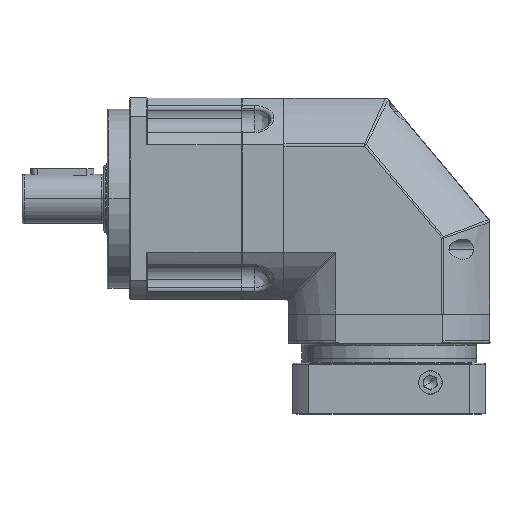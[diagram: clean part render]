
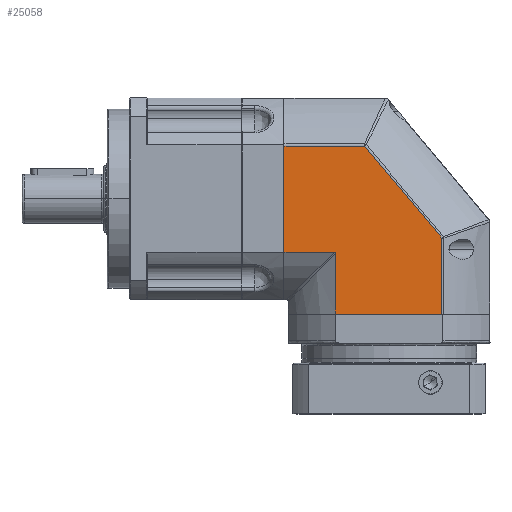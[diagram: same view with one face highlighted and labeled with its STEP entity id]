
A CAD part, top view. The second image highlights one B-rep face of the part: STEP entity #25058.
In plain terms, the highlighted planar face has unit normal (0, 0, 1).
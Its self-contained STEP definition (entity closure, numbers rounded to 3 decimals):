
#906 = B_SPLINE_CURVE_WITH_KNOTS ( 'NONE', 3,
 ( #5763, #29104, #29222, #11630 ),
 .UNSPECIFIED., .F., .F.,
 ( 4, 4 ),
 ( 0., 1. ),
 .UNSPECIFIED. ) ;
#962 = CARTESIAN_POINT ( 'NONE',  ( 21.396, -17.193, 135. ) ) ;
#1302 = EDGE_CURVE ( 'NONE', #28291, #7275, #28802, .T. ) ;
#1483 = B_SPLINE_CURVE_WITH_KNOTS ( 'NONE', 3,
 ( #13396, #4587, #7501, #33911 ),
 .UNSPECIFIED., .F., .F.,
 ( 4, 4 ),
 ( 0., 1. ),
 .UNSPECIFIED. ) ;
#2005 = ORIENTED_EDGE ( 'NONE', *, *, #34688, .F. ) ;
#2120 = VERTEX_POINT ( 'NONE', #21469 ) ;
#2248 = CARTESIAN_POINT ( 'NONE',  ( 21.548, -17.193, 135. ) ) ;
#2966 = FACE_OUTER_BOUND ( 'NONE', #33195, .T. ) ;
#3483 = ORIENTED_EDGE ( 'NONE', *, *, #25550, .T. ) ;
#3609 = CARTESIAN_POINT ( 'NONE',  ( -1.133, -1.361, 135. ) ) ;
#4176 = CARTESIAN_POINT ( 'NONE',  ( 21.867, -44.693, 135. ) ) ;
#4587 = CARTESIAN_POINT ( 'NONE',  ( 6.377, -17.193, 135. ) ) ;
#4967 = VERTEX_POINT ( 'NONE', #22676 ) ;
#5278 = EDGE_CURVE ( 'NONE', #7275, #29214, #36297, .T. ) ;
#5763 = CARTESIAN_POINT ( 'NONE',  ( 21.867, -17.663, 135. ) ) ;
#5824 = EDGE_CURVE ( 'NONE', #17402, #14173, #1483, .T. ) ;
#7275 = VERTEX_POINT ( 'NONE', #25428 ) ;
#7501 = CARTESIAN_POINT ( 'NONE',  ( 13.887, -17.193, 135. ) ) ;
#7650 = PLANE ( 'NONE',  #31009 ) ;
#10319 = CARTESIAN_POINT ( 'NONE',  ( -1.133, -38.193, 135. ) ) ;
#10571 = DIRECTION ( 'NONE',  ( 0., 0., 1. ) ) ;
#10638 = EDGE_CURVE ( 'NONE', #4967, #2120, #24145, .T. ) ;
#10695 = EDGE_CURVE ( 'NONE', #29214, #4967, #29997, .T. ) ;
#11040 = CARTESIAN_POINT ( 'NONE',  ( 21.827, -17.393, 135. ) ) ;
#11233 = CARTESIAN_POINT ( 'NONE',  ( 69.362, -10.747, 135. ) ) ;
#11516 = CARTESIAN_POINT ( 'NONE',  ( 69.362, -10.747, 135. ) ) ;
#11630 = CARTESIAN_POINT ( 'NONE',  ( 21.867, -44.693, 135. ) ) ;
#12539 = CARTESIAN_POINT ( 'NONE',  ( 69.362, -22.062, 135. ) ) ;
#13396 = CARTESIAN_POINT ( 'NONE',  ( -1.133, -17.193, 135. ) ) ;
#14002 = CARTESIAN_POINT ( 'NONE',  ( 21.867, -17.663, 135. ) ) ;
#14173 = VERTEX_POINT ( 'NONE', #962 ) ;
#14211 = CARTESIAN_POINT ( 'NONE',  ( 53.53, -44.693, 135. ) ) ;
#15376 = CARTESIAN_POINT ( 'NONE',  ( -1.133, 14.47, 135. ) ) ;
#16447 = ORIENTED_EDGE ( 'NONE', *, *, #17025, .T. ) ;
#16963 = CARTESIAN_POINT ( 'NONE',  ( 34.917, 30.302, 135. ) ) ;
#17025 = EDGE_CURVE ( 'NONE', #19560, #28291, #906, .T. ) ;
#17088 = CARTESIAN_POINT ( 'NONE',  ( 10.884, 30.302, 135. ) ) ;
#17402 = VERTEX_POINT ( 'NONE', #18033 ) ;
#17456 = CARTESIAN_POINT ( 'NONE',  ( 34.917, 30.302, 135. ) ) ;
#18033 = CARTESIAN_POINT ( 'NONE',  ( -1.133, -17.193, 135. ) ) ;
#18617 = ORIENTED_EDGE ( 'NONE', *, *, #5278, .T. ) ;
#18760 = CARTESIAN_POINT ( 'NONE',  ( 37.699, -44.693, 135. ) ) ;
#19213 = ORIENTED_EDGE ( 'NONE', *, *, #1302, .T. ) ;
#19560 = VERTEX_POINT ( 'NONE', #28187 ) ;
#19677 = ORIENTED_EDGE ( 'NONE', *, *, #5824, .T. ) ;
#20661 = ORIENTED_EDGE ( 'NONE', *, *, #10695, .T. ) ;
#21192 = CARTESIAN_POINT ( 'NONE',  ( -1.133, -17.193, 135. ) ) ;
#21469 = CARTESIAN_POINT ( 'NONE',  ( -1.133, 30.302, 135. ) ) ;
#22676 = CARTESIAN_POINT ( 'NONE',  ( 34.917, 30.302, 135. ) ) ;
#22798 = CARTESIAN_POINT ( 'NONE',  ( 21.396, -17.193, 135. ) ) ;
#23144 = B_SPLINE_CURVE_WITH_KNOTS ( 'NONE', 3,
 ( #22798, #2248, #28641, #11040, #31579, #14002 ),
 .UNSPECIFIED., .F., .F.,
 ( 4, 2, 4 ),
 ( 0., 0.5, 1. ),
 .UNSPECIFIED. ) ;
#23591 = B_SPLINE_CURVE_WITH_KNOTS ( 'NONE', 3,
 ( #21192, #3609, #15376, #35866 ),
 .UNSPECIFIED., .F., .F.,
 ( 4, 4 ),
 ( 0., 1. ),
 .UNSPECIFIED. ) ;
#23877 = CARTESIAN_POINT ( 'NONE',  ( 69.362, -33.378, 135. ) ) ;
#24145 = B_SPLINE_CURVE_WITH_KNOTS ( 'NONE', 3,
 ( #16963, #34626, #17088, #37572 ),
 .UNSPECIFIED., .F., .F.,
 ( 4, 4 ),
 ( 0., 1. ),
 .UNSPECIFIED. ) ;
#24760 = ORIENTED_EDGE ( 'NONE', *, *, #10638, .T. ) ;
#25058 = ADVANCED_FACE ( 'NONE', ( #2966 ), #7650, .T. ) ;
#25428 = CARTESIAN_POINT ( 'NONE',  ( 69.362, -44.693, 135. ) ) ;
#25550 = EDGE_CURVE ( 'NONE', #14173, #19560, #23144, .T. ) ;
#27185 = CARTESIAN_POINT ( 'NONE',  ( 69.362, -44.693, 135. ) ) ;
#28187 = CARTESIAN_POINT ( 'NONE',  ( 21.867, -17.663, 135. ) ) ;
#28291 = VERTEX_POINT ( 'NONE', #4176 ) ;
#28641 = CARTESIAN_POINT ( 'NONE',  ( 21.665, -17.234, 135. ) ) ;
#28802 = B_SPLINE_CURVE_WITH_KNOTS ( 'NONE', 3,
 ( #30524, #18760, #14211, #37671 ),
 .UNSPECIFIED., .F., .F.,
 ( 4, 4 ),
 ( 0., 1. ),
 .UNSPECIFIED. ) ;
#29104 = CARTESIAN_POINT ( 'NONE',  ( 21.867, -26.673, 135. ) ) ;
#29107 = CARTESIAN_POINT ( 'NONE',  ( 57.88, 2.936, 135. ) ) ;
#29214 = VERTEX_POINT ( 'NONE', #11233 ) ;
#29222 = CARTESIAN_POINT ( 'NONE',  ( 21.867, -35.683, 135. ) ) ;
#29997 = B_SPLINE_CURVE_WITH_KNOTS ( 'NONE', 3,
 ( #11516, #29107, #34989, #17456 ),
 .UNSPECIFIED., .F., .F.,
 ( 4, 4 ),
 ( 0., 1. ),
 .UNSPECIFIED. ) ;
#30524 = CARTESIAN_POINT ( 'NONE',  ( 21.867, -44.693, 135. ) ) ;
#31009 = AXIS2_PLACEMENT_3D ( 'NONE', #10319, #10571, #31099 ) ;
#31099 = DIRECTION ( 'NONE',  ( 1., 0., 0. ) ) ;
#31579 = CARTESIAN_POINT ( 'NONE',  ( 21.867, -17.51, 135. ) ) ;
#33056 = CARTESIAN_POINT ( 'NONE',  ( 69.362, -10.747, 135. ) ) ;
#33195 = EDGE_LOOP ( 'NONE', ( #2005, #19677, #3483, #16447, #19213, #18617, #20661, #24760 ) ) ;
#33911 = CARTESIAN_POINT ( 'NONE',  ( 21.396, -17.193, 135. ) ) ;
#34626 = CARTESIAN_POINT ( 'NONE',  ( 22.9, 30.302, 135. ) ) ;
#34688 = EDGE_CURVE ( 'NONE', #17402, #2120, #23591, .T. ) ;
#34989 = CARTESIAN_POINT ( 'NONE',  ( 46.399, 16.619, 135. ) ) ;
#35866 = CARTESIAN_POINT ( 'NONE',  ( -1.133, 30.302, 135. ) ) ;
#36297 = B_SPLINE_CURVE_WITH_KNOTS ( 'NONE', 3,
 ( #27185, #23877, #12539, #33056 ),
 .UNSPECIFIED., .F., .F.,
 ( 4, 4 ),
 ( 0., 1. ),
 .UNSPECIFIED. ) ;
#37572 = CARTESIAN_POINT ( 'NONE',  ( -1.133, 30.302, 135. ) ) ;
#37671 = CARTESIAN_POINT ( 'NONE',  ( 69.362, -44.693, 135. ) ) ;
